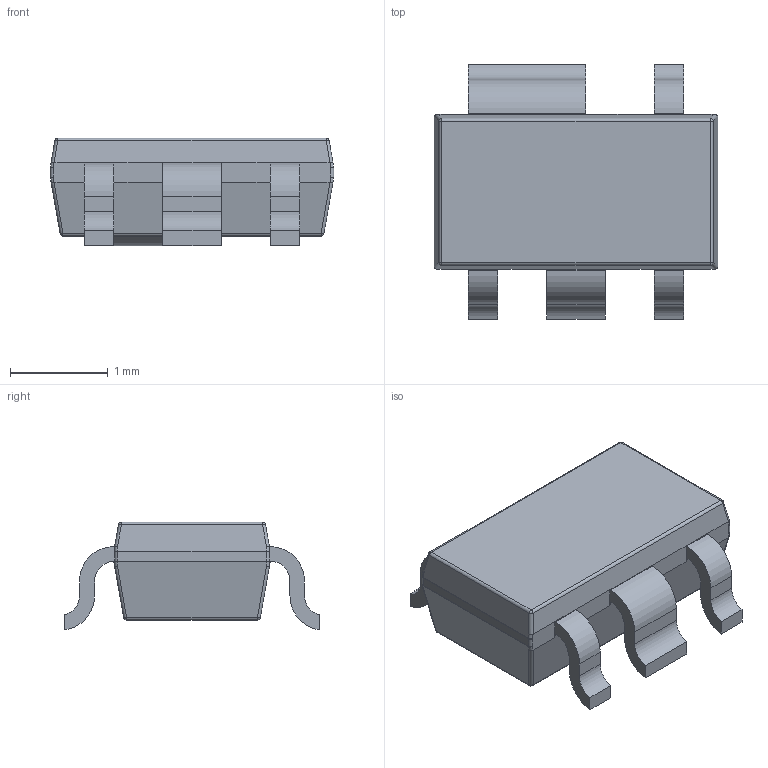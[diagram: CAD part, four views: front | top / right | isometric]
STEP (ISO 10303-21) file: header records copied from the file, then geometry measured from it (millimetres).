
FILE_DESCRIPTION (( 'STEP AP214' ), '1' );
FILE_NAME ('User Library-SCT595-5.STEP', '2018-04-11T01:15:19', ( '' ), ( '' ), 'SwSTEP 2.0', 'SolidWorks 2018', '' );
FILE_SCHEMA (( 'AUTOMOTIVE_DESIGN' ));
Length unit declared in the file: millimetre
Products named in the file (1): User Library-SCT595-5
Bounding box: 2.9 x 2.6 x 1.1 mm (x, y, z)
Volume: 4.7 mm3; surface area: 23.2 mm2
Topology: 1 solids, 1 shells, 120 faces, 296 edges, 170 vertices
Faces by surface type: plane 52, cylinder 52, bspline 16
Entity records: 4205 total; most frequent: CARTESIAN_POINT 843, DIRECTION 578, ORIENTED_EDGE 576, EDGE_CURVE 288, AXIS2_PLACEMENT_3D 193, VECTOR 192, LINE 192, VERTEX_POINT 170
